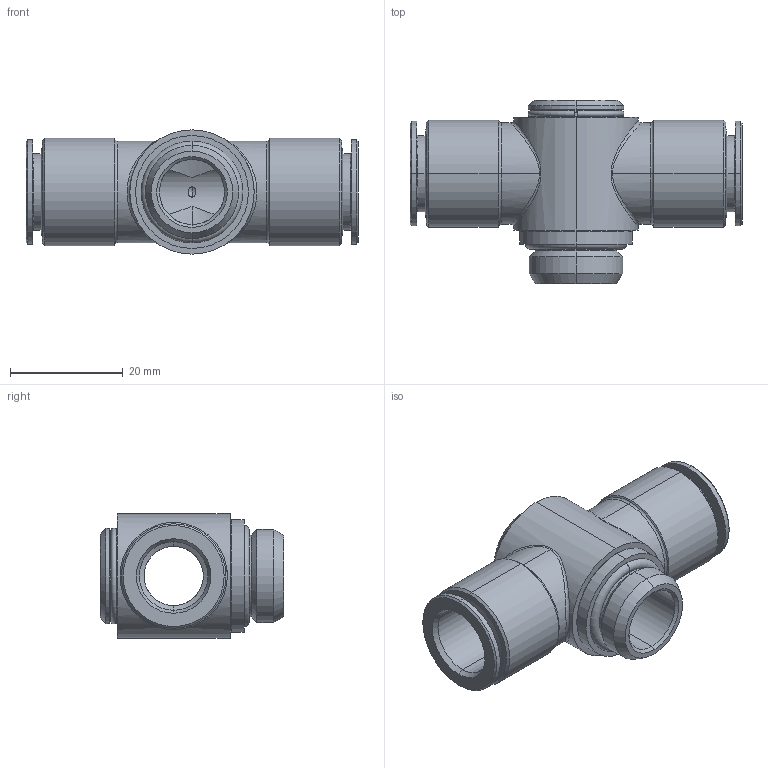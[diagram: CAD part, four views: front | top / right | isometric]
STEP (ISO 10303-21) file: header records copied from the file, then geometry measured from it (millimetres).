
FILE_DESCRIPTION (( 'STEP AP203' ), '1' );
FILE_NAME ('A0120063.STEP', '2009-11-25T10:04:31', ( 'Gabriele' ), ( 'C.Matic srl' ), 'SwSTEP 2.0', 'SolidWorks 2009', '' );
FILE_SCHEMA (( 'CONFIG_CONTROL_DESIGN' ));
Length unit declared in the file: millimetre
Products named in the file (1): A0120063
Bounding box: 58.8 x 32.5 x 22 mm (x, y, z)
Volume: 12692.7 mm3; surface area: 8092.5 mm2
Topology: 1 solids, 1 shells, 128 faces, 281 edges, 163 vertices
Faces by surface type: cone 47, cylinder 42, plane 28, torus 7, bspline 4
Entity records: 6200 total; most frequent: CARTESIAN_POINT 3308, DIRECTION 627, ORIENTED_EDGE 554, EDGE_CURVE 277, AXIS2_PLACEMENT_3D 258, VERTEX_POINT 163, EDGE_LOOP 144, CIRCLE 133
